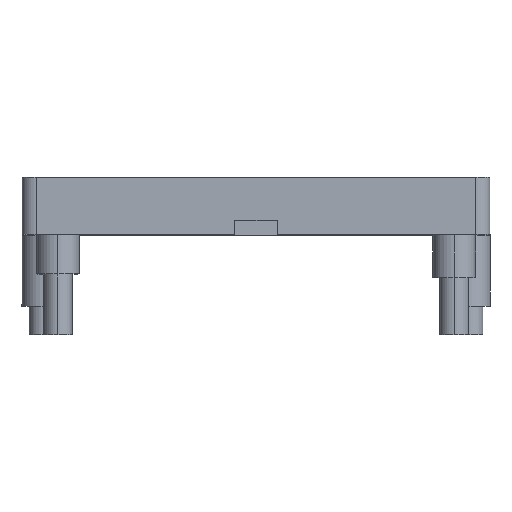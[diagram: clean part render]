
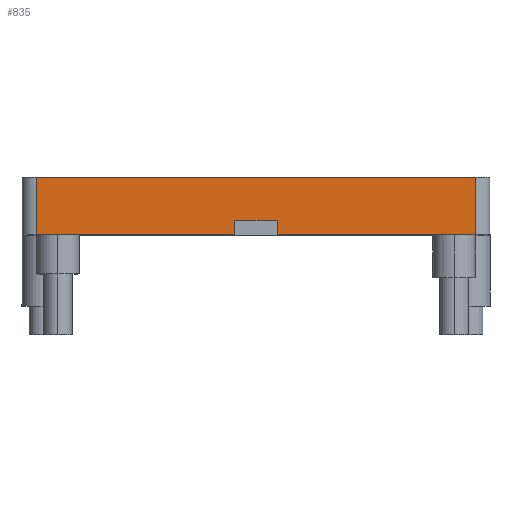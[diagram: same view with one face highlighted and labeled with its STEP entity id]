
A CAD part, top view. The second image highlights one B-rep face of the part: STEP entity #835.
In plain terms, the highlighted planar face has unit normal (0, 0, 1).
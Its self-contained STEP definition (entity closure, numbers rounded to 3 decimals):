
#28 = PLANE ( 'NONE',  #1207 ) ;
#35 = EDGE_CURVE ( 'NONE', #1004, #612, #832, .T. ) ;
#91 = CARTESIAN_POINT ( 'NONE',  ( -16.356, 2., 28.75 ) ) ;
#101 = CARTESIAN_POINT ( 'NONE',  ( 15.356, -2., 28.75 ) ) ;
#149 = CARTESIAN_POINT ( 'NONE',  ( -1.5, -1., 28.75 ) ) ;
#157 = LINE ( 'NONE', #149, #649 ) ;
#180 = EDGE_CURVE ( 'NONE', #916, #419, #376, .T. ) ;
#215 = CARTESIAN_POINT ( 'NONE',  ( -16.356, -2., 28.75 ) ) ;
#234 = DIRECTION ( 'NONE',  ( 0., 0., 1. ) ) ;
#287 = DIRECTION ( 'NONE',  ( 0., 1., 0. ) ) ;
#293 = CARTESIAN_POINT ( 'NONE',  ( -16.356, -2., 28.75 ) ) ;
#299 = LINE ( 'NONE', #680, #792 ) ;
#303 = LINE ( 'NONE', #316, #674 ) ;
#306 = VECTOR ( 'NONE', #455, 1000. ) ;
#308 = ORIENTED_EDGE ( 'NONE', *, *, #687, .T. ) ;
#316 = CARTESIAN_POINT ( 'NONE',  ( -1.5, -2., 28.75 ) ) ;
#320 = LINE ( 'NONE', #889, #1075 ) ;
#356 = ORIENTED_EDGE ( 'NONE', *, *, #741, .F. ) ;
#357 = EDGE_CURVE ( 'NONE', #505, #483, #320, .T. ) ;
#376 = LINE ( 'NONE', #293, #639 ) ;
#388 = DIRECTION ( 'NONE',  ( 1., 0., 0. ) ) ;
#389 = DIRECTION ( 'NONE',  ( 0., -1., 0. ) ) ;
#419 = VERTEX_POINT ( 'NONE', #541 ) ;
#455 = DIRECTION ( 'NONE',  ( 1., 0., 0. ) ) ;
#470 = VERTEX_POINT ( 'NONE', #902 ) ;
#483 = VERTEX_POINT ( 'NONE', #551 ) ;
#505 = VERTEX_POINT ( 'NONE', #809 ) ;
#510 = ORIENTED_EDGE ( 'NONE', *, *, #180, .T. ) ;
#513 = DIRECTION ( 'NONE',  ( 1., 0., 0. ) ) ;
#515 = VERTEX_POINT ( 'NONE', #833 ) ;
#541 = CARTESIAN_POINT ( 'NONE',  ( 15.356, -2., 28.75 ) ) ;
#551 = CARTESIAN_POINT ( 'NONE',  ( -1.5, -2., 28.75 ) ) ;
#554 = VECTOR ( 'NONE', #672, 1000. ) ;
#571 = EDGE_LOOP ( 'NONE', ( #510, #308, #1180, #787, #698, #356, #765, #577 ) ) ;
#577 = ORIENTED_EDGE ( 'NONE', *, *, #1084, .F. ) ;
#609 = DIRECTION ( 'NONE',  ( 0., -1., 0. ) ) ;
#612 = VERTEX_POINT ( 'NONE', #984 ) ;
#616 = DIRECTION ( 'NONE',  ( 1., 0., 0. ) ) ;
#639 = VECTOR ( 'NONE', #388, 1000. ) ;
#649 = VECTOR ( 'NONE', #1071, 1000. ) ;
#672 = DIRECTION ( 'NONE',  ( 0., 1., 0. ) ) ;
#674 = VECTOR ( 'NONE', #609, 1000. ) ;
#680 = CARTESIAN_POINT ( 'NONE',  ( -15.356, -2., 28.75 ) ) ;
#687 = EDGE_CURVE ( 'NONE', #419, #612, #1139, .T. ) ;
#698 = ORIENTED_EDGE ( 'NONE', *, *, #357, .T. ) ;
#741 = EDGE_CURVE ( 'NONE', #515, #483, #303, .T. ) ;
#747 = CARTESIAN_POINT ( 'NONE',  ( 1.5, -2., 28.75 ) ) ;
#765 = ORIENTED_EDGE ( 'NONE', *, *, #1205, .F. ) ;
#787 = ORIENTED_EDGE ( 'NONE', *, *, #1074, .T. ) ;
#792 = VECTOR ( 'NONE', #389, 1000. ) ;
#809 = CARTESIAN_POINT ( 'NONE',  ( -15.356, -2., 28.75 ) ) ;
#832 = LINE ( 'NONE', #91, #306 ) ;
#833 = CARTESIAN_POINT ( 'NONE',  ( -1.5, -1., 28.75 ) ) ;
#835 = ADVANCED_FACE ( 'NONE', ( #1152 ), #28, .T. ) ;
#889 = CARTESIAN_POINT ( 'NONE',  ( -16.356, -2., 28.75 ) ) ;
#897 = VECTOR ( 'NONE', #287, 1000. ) ;
#902 = CARTESIAN_POINT ( 'NONE',  ( 1.5, -1., 28.75 ) ) ;
#916 = VERTEX_POINT ( 'NONE', #1174 ) ;
#984 = CARTESIAN_POINT ( 'NONE',  ( 15.356, 2., 28.75 ) ) ;
#1004 = VERTEX_POINT ( 'NONE', #1200 ) ;
#1057 = LINE ( 'NONE', #747, #554 ) ;
#1071 = DIRECTION ( 'NONE',  ( -1., 0., 0. ) ) ;
#1074 = EDGE_CURVE ( 'NONE', #1004, #505, #299, .T. ) ;
#1075 = VECTOR ( 'NONE', #616, 1000. ) ;
#1084 = EDGE_CURVE ( 'NONE', #916, #470, #1057, .T. ) ;
#1139 = LINE ( 'NONE', #101, #897 ) ;
#1152 = FACE_OUTER_BOUND ( 'NONE', #571, .T. ) ;
#1174 = CARTESIAN_POINT ( 'NONE',  ( 1.5, -2., 28.75 ) ) ;
#1180 = ORIENTED_EDGE ( 'NONE', *, *, #35, .F. ) ;
#1200 = CARTESIAN_POINT ( 'NONE',  ( -15.356, 2., 28.75 ) ) ;
#1205 = EDGE_CURVE ( 'NONE', #470, #515, #157, .T. ) ;
#1207 = AXIS2_PLACEMENT_3D ( 'NONE', #215, #234, #513 ) ;
